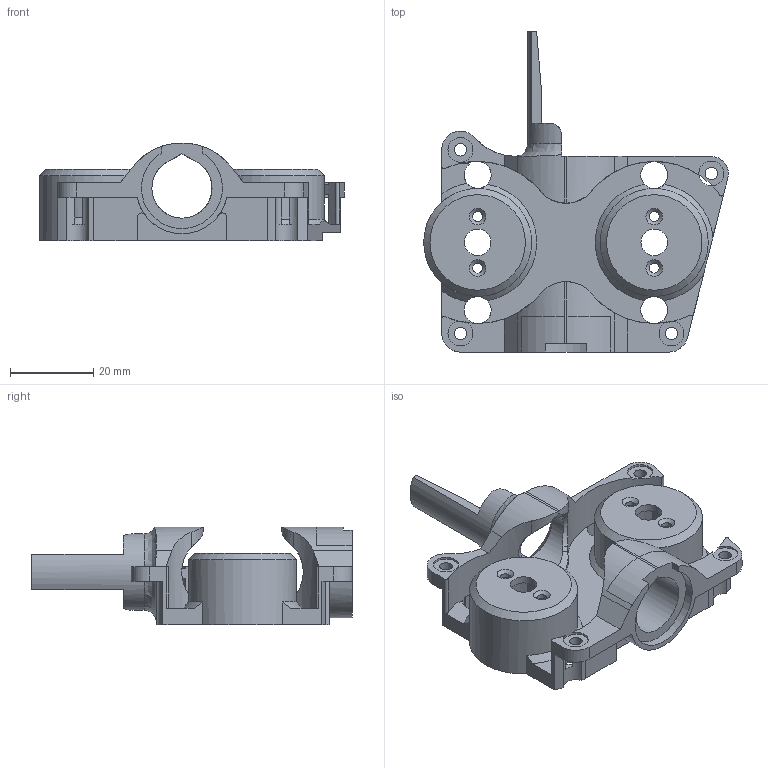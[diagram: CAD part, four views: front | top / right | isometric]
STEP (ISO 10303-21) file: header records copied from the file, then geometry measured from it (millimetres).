
FILE_DESCRIPTION(/* description */ ('','CAx-IF Rec.Pracs.---Representation and Presentation of Product Manufacturing Information (PMI)---4.0---2014-10-13'),/* implementation_level */ '2;1');
FILE_NAME(/* name */ 'STRS 42.5mm v3.4.step',/* time_stamp */ '2024-11-28T16:47:53-08:00',/* author */ (''),/* organization */ (''),/* preprocessor_version */ 'ST-DEVELOPER v20',/* originating_system */ 'Autodesk Translation Framework v13.20.0.188',/* authorisation */ '');
FILE_SCHEMA (('AP242_MANAGED_MODEL_BASED_3D_ENGINEERING_MIM_LF { 1 0 10303 442 1 1 4 }'));
Length unit declared in the file: millimetre
Products named in the file (1): STRS
Bounding box: 73.34 x 77.1 x 23.5 mm (x, y, z)
Volume: 21769.3 mm3; surface area: 15993.9 mm2
Topology: 1 solids, 1 shells, 562 faces, 1641 edges, 1086 vertices
Faces by surface type: bspline 347, plane 125, cylinder 71, cone 19
Full cylindrical faces by diameter (mm): 2.4 x4, 3 x4, 6 x5, 6.4 x2, 6.5 x3, 26 x2
Entity records: 22794 total; most frequent: CARTESIAN_POINT 10170, ORIENTED_EDGE 3282, EDGE_CURVE 1641, DIRECTION 1518, VERTEX_POINT 1086, B_SPLINE_CURVE_WITH_KNOTS 748, LINE 676, VECTOR 676
